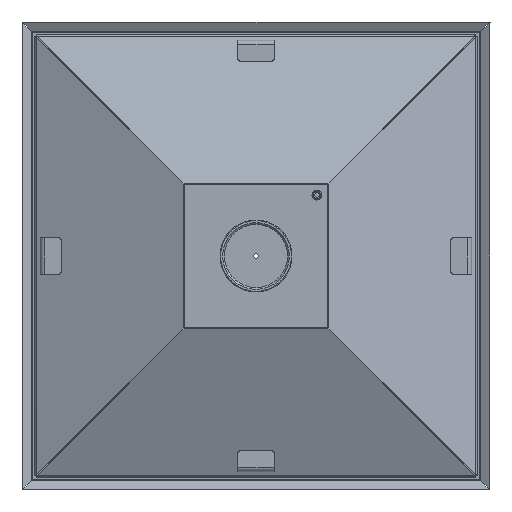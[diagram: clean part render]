
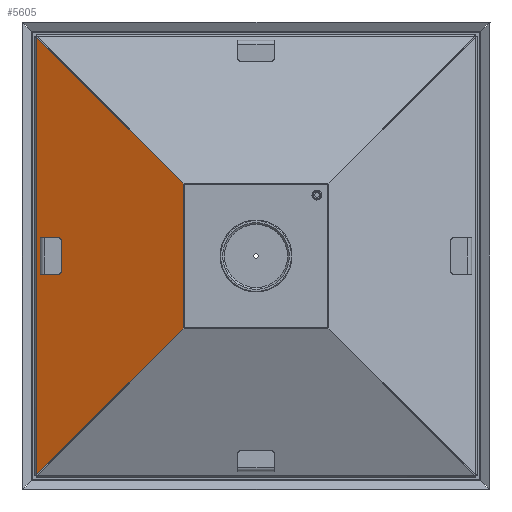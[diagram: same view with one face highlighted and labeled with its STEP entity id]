
A CAD part, front view. The second image highlights one B-rep face of the part: STEP entity #5605.
In plain terms, the highlighted face is planar.
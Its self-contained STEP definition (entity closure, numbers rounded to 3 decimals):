
#97 = CARTESIAN_POINT ( 'NONE',  ( 198.5, 144.663, 1.2 ) ) ;
#284 = EDGE_LOOP ( 'NONE', ( #9810, #2130, #6267, #4896 ) ) ;
#337 = PLANE ( 'NONE',  #7481 ) ;
#434 = CARTESIAN_POINT ( 'NONE',  ( -197.492, 144.663, 1.2 ) ) ;
#533 = VERTEX_POINT ( 'NONE', #434 ) ;
#1388 = EDGE_CURVE ( 'NONE', #8581, #10894, #7906, .T. ) ;
#2026 = DIRECTION ( 'NONE',  ( 0.675, 0.737, 0. ) ) ;
#2130 = ORIENTED_EDGE ( 'NONE', *, *, #4109, .T. ) ;
#2466 = DIRECTION ( 'NONE',  ( 0.675, -0.737, 0. ) ) ;
#2762 = DIRECTION ( 'NONE',  ( 0., 0., -1. ) ) ;
#2776 = CARTESIAN_POINT ( 'NONE',  ( 125.899, 66.493, 1.2 ) ) ;
#2939 = VECTOR ( 'NONE', #10195, 1000. ) ;
#3004 = VECTOR ( 'NONE', #2466, 1000. ) ;
#3341 = CARTESIAN_POINT ( 'NONE',  ( 55.201, -131.243, 1.2 ) ) ;
#3666 = EDGE_CURVE ( 'NONE', #8581, #6292, #6815, .T. ) ;
#4109 = EDGE_CURVE ( 'NONE', #10894, #533, #8820, .T. ) ;
#4445 = VECTOR ( 'NONE', #6280, 1000. ) ;
#4858 = CARTESIAN_POINT ( 'NONE',  ( 65., 0., 1.2 ) ) ;
#4896 = ORIENTED_EDGE ( 'NONE', *, *, #3666, .F. ) ;
#5605 = ADVANCED_FACE ( 'NONE', ( #8065 ), #337, .F. ) ;
#6267 = ORIENTED_EDGE ( 'NONE', *, *, #9719, .T. ) ;
#6280 = DIRECTION ( 'NONE',  ( -1., 0., 0. ) ) ;
#6292 = VERTEX_POINT ( 'NONE', #8420 ) ;
#6507 = CARTESIAN_POINT ( 'NONE',  ( 198.5, 0., 1.2 ) ) ;
#6597 = CARTESIAN_POINT ( 'NONE',  ( 197.492, 144.663, 1.2 ) ) ;
#6815 = LINE ( 'NONE', #10358, #2939 ) ;
#7481 = AXIS2_PLACEMENT_3D ( 'NONE', #6507, #2762, #10909 ) ;
#7906 = LINE ( 'NONE', #2776, #10404 ) ;
#8065 = FACE_OUTER_BOUND ( 'NONE', #284, .T. ) ;
#8420 = CARTESIAN_POINT ( 'NONE',  ( -65., 0., 1.2 ) ) ;
#8581 = VERTEX_POINT ( 'NONE', #4858 ) ;
#8820 = LINE ( 'NONE', #97, #4445 ) ;
#9719 = EDGE_CURVE ( 'NONE', #533, #6292, #10437, .T. ) ;
#9810 = ORIENTED_EDGE ( 'NONE', *, *, #1388, .T. ) ;
#10195 = DIRECTION ( 'NONE',  ( -1., 0., 0. ) ) ;
#10358 = CARTESIAN_POINT ( 'NONE',  ( 198.5, 0., 1.2 ) ) ;
#10404 = VECTOR ( 'NONE', #2026, 1000. ) ;
#10437 = LINE ( 'NONE', #3341, #3004 ) ;
#10894 = VERTEX_POINT ( 'NONE', #6597 ) ;
#10909 = DIRECTION ( 'NONE',  ( 0., 1., 0. ) ) ;
